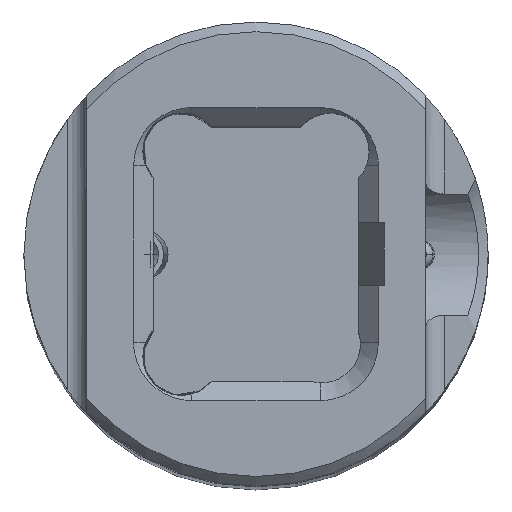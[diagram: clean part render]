
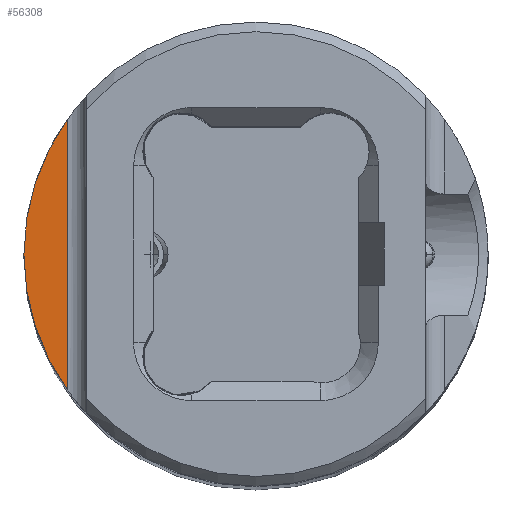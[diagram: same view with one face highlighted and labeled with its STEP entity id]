
A CAD part, top view. The second image highlights one B-rep face of the part: STEP entity #56308.
In plain terms, the highlighted planar face has unit normal (0, 0, 1).
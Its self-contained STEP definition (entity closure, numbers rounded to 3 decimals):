
#49572=CARTESIAN_POINT('',(-19.5,13.991,188.));
#53145=CARTESIAN_POINT('',(0.,0.,188.));
#53146=DIRECTION('',(0.,0.,1.));
#53147=DIRECTION('',(-1.,0.,0.));
#53148=AXIS2_PLACEMENT_3D('',#53145,#53146,#53147);
#53153=CARTESIAN_POINT('',(0.,0.,188.));
#53154=DIRECTION('',(0.,0.,1.));
#53155=DIRECTION('',(-0.813,0.583,0.));
#53156=AXIS2_PLACEMENT_3D('',#53153,#53154,#53155);
#53168=DIRECTION('',(0.,-1.,0.));
#53169=VECTOR('',#53168,27.982);
#53170=CARTESIAN_POINT('',(-19.5,13.991,188.));
#53171=LINE('',#53170,#53169);
#55085=VERTEX_POINT('',#49572);
#55086=CARTESIAN_POINT('',(-24.,0.,188.));
#55087=VERTEX_POINT('',#55086);
#55112=CARTESIAN_POINT('',(-19.5,-13.991,188.));
#55113=VERTEX_POINT('',#55112);
#56297=CARTESIAN_POINT('',(-21.75,0.,188.));
#56298=DIRECTION('',(0.,0.,1.));
#56299=DIRECTION('',(1.,0.,0.));
#56300=AXIS2_PLACEMENT_3D('',#56297,#56298,#56299);
#56301=PLANE('',#56300);
#56302=ORIENTED_EDGE('',*,*,#56232,.F.);
#56303=ORIENTED_EDGE('',*,*,#55894,.F.);
#56305=ORIENTED_EDGE('',*,*,#56304,.T.);
#56306=EDGE_LOOP('',(#56302,#56303,#56305));
#56307=FACE_OUTER_BOUND('',#56306,.F.);
#56308=ADVANCED_FACE('',(#56307),#56301,.T.);
#53149=CIRCLE('',#53148,24.);
#53157=CIRCLE('',#53156,24.);
#55894=EDGE_CURVE('',#55085,#55087,#53157,.T.);
#56232=EDGE_CURVE('',#55087,#55113,#53149,.T.);
#56304=EDGE_CURVE('',#55085,#55113,#53171,.T.);
